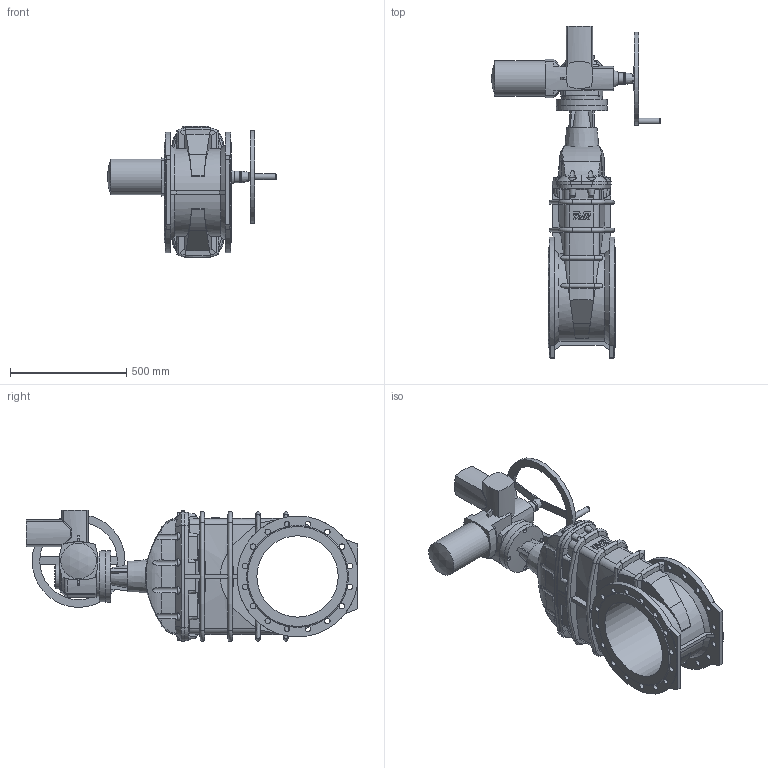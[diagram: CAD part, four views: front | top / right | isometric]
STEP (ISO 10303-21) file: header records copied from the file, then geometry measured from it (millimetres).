
FILE_DESCRIPTION (( 'STEP AP203' ), '1' );
FILE_NAME ('O_15_40_DN350_00_step with AUMA.STEP', '2015-06-11T07:44:04', ( '' ), ( '' ), 'SwSTEP 2.0', 'SolidWorks 2012', '' );
FILE_SCHEMA (( 'CONFIG_CONTROL_DESIGN' ));
Length unit declared in the file: millimetre
Products named in the file (1): O_15_40_DN350_00_step with AUMA
Bounding box: 728 x 1428.5 x 568 mm (x, y, z)
Volume: 78169494.7 mm3; surface area: 2935853.7 mm2
Topology: 1 solids, 6 shells, 621 faces, 1726 edges, 1105 vertices
Faces by surface type: plane 229, cylinder 158, cone 127, bspline 64, torus 42, sphere 1
Full cylindrical faces by diameter (mm): 14 x4, 18 x8, 24.5 x32, 25 x1, 26 x4, 39.792 x1, 49.792 x2, 85 x1, 100.6 x1, 106 x1, 153 x1, 175 x1, 220 x2, 334 x1, 350 x1, 400 x1, 520 x2
Entity records: 26977 total; most frequent: CARTESIAN_POINT 12803, ORIENTED_EDGE 3190, DIRECTION 2543, EDGE_CURVE 1595, VERTEX_POINT 1050, AXIS2_PLACEMENT_3D 1020, EDGE_LOOP 763, FACE_OUTER_BOUND 686
